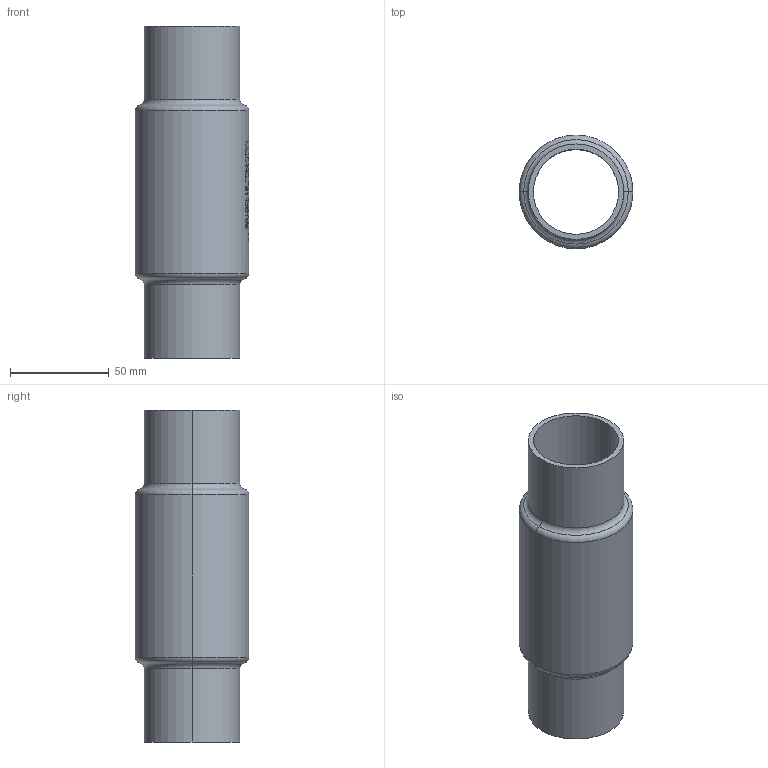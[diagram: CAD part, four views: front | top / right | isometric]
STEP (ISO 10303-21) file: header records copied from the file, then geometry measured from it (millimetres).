
FILE_DESCRIPTION (( 'STEP AP214' ), '1' );
FILE_NAME ('7110000_DN040_ PN10_51420108.STEP', '2022-02-28T06:46:19', ( 'axxx' ), ( 'Hewlett-Packard Company' ), 'SwSTEP 2.0', 'SolidWorks 2019', '' );
FILE_SCHEMA (( 'AUTOMOTIVE_DESIGN' ));
Length unit declared in the file: millimetre
Products named in the file (1): 7110000_DN040_ PN10_51420108
Bounding box: 57.5 x 57.5 x 168 mm (x, y, z)
Volume: 129201.4 mm3; surface area: 55249.3 mm2
Topology: 1 solids, 1 shells, 501 faces, 1338 edges, 888 vertices
Faces by surface type: plane 237, bspline 214, cylinder 42, torus 8
Entity records: 28086 total; most frequent: CARTESIAN_POINT 17104, ORIENTED_EDGE 2676, DIRECTION 1520, EDGE_CURVE 1338, VERTEX_POINT 888, LINE 724, VECTOR 724, EDGE_LOOP 552
